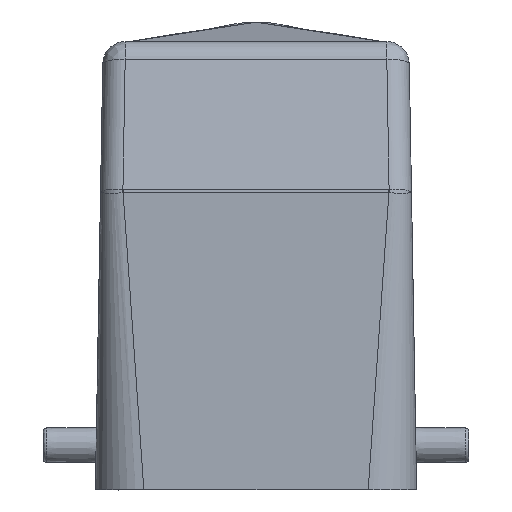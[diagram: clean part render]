
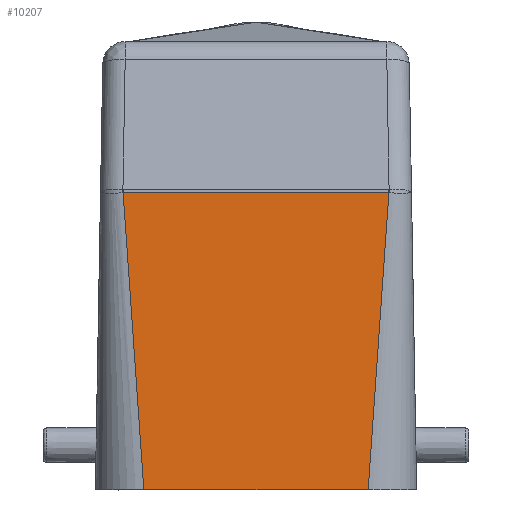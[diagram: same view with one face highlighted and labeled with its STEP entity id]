
A CAD part, left-side view. The second image highlights one B-rep face of the part: STEP entity #10207.
In plain terms, the highlighted planar face has unit normal (-1, 0, 0.018).
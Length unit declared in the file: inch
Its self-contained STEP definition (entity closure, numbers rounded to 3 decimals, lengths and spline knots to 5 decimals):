
#129 = CARTESIAN_POINT ( 'NONE',  ( -2.34848, 0.64586, 0.78652 ) ) ;
#339 = VECTOR ( 'NONE', #8992, 39.37008 ) ;
#425 = CARTESIAN_POINT ( 'NONE',  ( -2.3622, 0., 0. ) ) ;
#908 = VECTOR ( 'NONE', #10607, 39.37008 ) ;
#1386 = VERTEX_POINT ( 'NONE', #1736 ) ;
#1578 = CARTESIAN_POINT ( 'NONE',  ( -2.3622, 0., 0. ) ) ;
#1736 = CARTESIAN_POINT ( 'NONE',  ( -2.3622, -0.59098, 0. ) ) ;
#1754 = LINE ( 'NONE', #3543, #908 ) ;
#2063 = EDGE_LOOP ( 'NONE', ( #9154, #8323, #11142, #4279 ) ) ;
#2398 = LINE ( 'NONE', #1578, #4986 ) ;
#3002 = EDGE_CURVE ( 'NONE', #1386, #8442, #8961, .T. ) ;
#3543 = CARTESIAN_POINT ( 'NONE',  ( -2.33488, 0., 1.56521 ) ) ;
#3678 = AXIS2_PLACEMENT_3D ( 'NONE', #425, #11092, #4945 ) ;
#4020 = FACE_OUTER_BOUND ( 'NONE', #2063, .T. ) ;
#4279 = ORIENTED_EDGE ( 'NONE', *, *, #6062, .T. ) ;
#4535 = LINE ( 'NONE', #129, #339 ) ;
#4557 = DIRECTION ( 'NONE',  ( 0.017, -0.07, 0.997 ) ) ;
#4945 = DIRECTION ( 'NONE',  ( 0.017, 0., 1. ) ) ;
#4986 = VECTOR ( 'NONE', #10272, 39.37008 ) ;
#5086 = EDGE_CURVE ( 'NONE', #8442, #10923, #1754, .T. ) ;
#6062 = EDGE_CURVE ( 'NONE', #10923, #10173, #4535, .T. ) ;
#6087 = CARTESIAN_POINT ( 'NONE',  ( -2.33488, 0.7002, 1.56521 ) ) ;
#6405 = CARTESIAN_POINT ( 'NONE',  ( -2.3622, -0.59098, 0. ) ) ;
#6686 = PLANE ( 'NONE',  #3678 ) ;
#7181 = VECTOR ( 'NONE', #4557, 39.37008 ) ;
#8323 = ORIENTED_EDGE ( 'NONE', *, *, #3002, .T. ) ;
#8442 = VERTEX_POINT ( 'NONE', #10851 ) ;
#8961 = LINE ( 'NONE', #6405, #7181 ) ;
#8992 = DIRECTION ( 'NONE',  ( -0.017, -0.07, -0.997 ) ) ;
#9154 = ORIENTED_EDGE ( 'NONE', *, *, #10386, .F. ) ;
#10173 = VERTEX_POINT ( 'NONE', #11028 ) ;
#10207 = ADVANCED_FACE ( 'NONE', ( #4020 ), #6686, .T. ) ;
#10272 = DIRECTION ( 'NONE',  ( 0., 1., 0. ) ) ;
#10386 = EDGE_CURVE ( 'NONE', #1386, #10173, #2398, .T. ) ;
#10607 = DIRECTION ( 'NONE',  ( 0., 1., 0. ) ) ;
#10851 = CARTESIAN_POINT ( 'NONE',  ( -2.33488, -0.7002, 1.56521 ) ) ;
#10923 = VERTEX_POINT ( 'NONE', #6087 ) ;
#11028 = CARTESIAN_POINT ( 'NONE',  ( -2.3622, 0.59098, 0. ) ) ;
#11092 = DIRECTION ( 'NONE',  ( -1., 0., 0.017 ) ) ;
#11142 = ORIENTED_EDGE ( 'NONE', *, *, #5086, .T. ) ;
